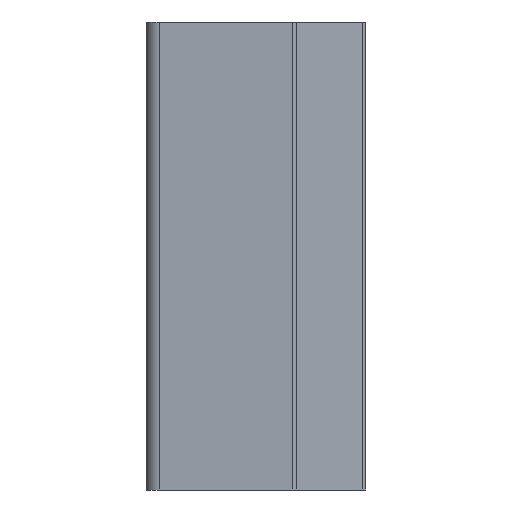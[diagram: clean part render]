
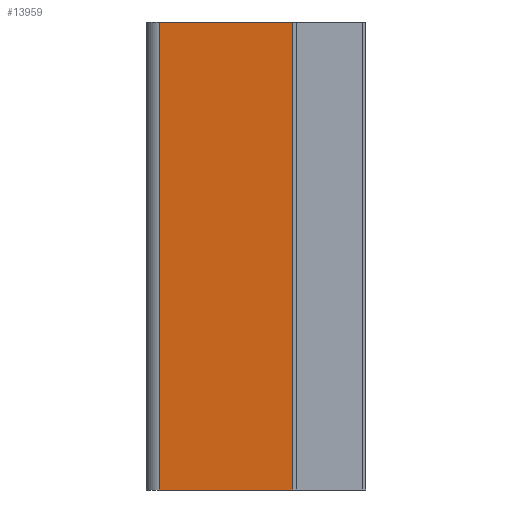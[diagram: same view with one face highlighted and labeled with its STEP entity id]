
A CAD part, left-side view. The second image highlights one B-rep face of the part: STEP entity #13959.
In plain terms, the highlighted planar face has unit normal (-0.995, 0.1, 0).
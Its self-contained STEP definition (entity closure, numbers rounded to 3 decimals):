
#9112 = FACE_OUTER_BOUND ( 'NONE', #13960, .T. ) ;
#9118 = CARTESIAN_POINT ( 'NONE',  ( -1., 0.125, 0.8 ) ) ;
#9119 = DIRECTION ( 'NONE',  ( 0.1, 0.995, 0. ) ) ;
#9120 = VECTOR ( 'NONE', #9119, 1000. ) ;
#9121 = CARTESIAN_POINT ( 'NONE',  ( -1.029, -0.161, 0.8 ) ) ;
#9122 = LINE ( 'NONE', #9121, #9120 ) ;
#9149 = DIRECTION ( 'NONE',  ( -0.1, -0.995, 0. ) ) ;
#9150 = DIRECTION ( 'NONE',  ( -0.995, 0.1, 0. ) ) ;
#9151 = CARTESIAN_POINT ( 'NONE',  ( -1.029, -0.161, 0.8 ) ) ;
#9152 = AXIS2_PLACEMENT_3D ( 'NONE', #9151, #9150, #9149 ) ;
#9155 = PLANE ( 'NONE',  #9152 ) ;
#9186 = DIRECTION ( 'NONE',  ( 0., 0., -1. ) ) ;
#9187 = VECTOR ( 'NONE', #9186, 1000. ) ;
#9188 = CARTESIAN_POINT ( 'NONE',  ( -1., 0.125, 0.8 ) ) ;
#9189 = LINE ( 'NONE', #9188, #9187 ) ;
#9191 = CARTESIAN_POINT ( 'NONE',  ( -0.955, 0.58, 0.8 ) ) ;
#9240 = CARTESIAN_POINT ( 'NONE',  ( -0.955, 0.58, 0.8 ) ) ;
#9241 = LINE ( 'NONE', #9240, #9301 ) ;
#9289 = CARTESIAN_POINT ( 'NONE',  ( -1., 0.125, -0.8 ) ) ;
#9290 = DIRECTION ( 'NONE',  ( 0.1, 0.995, 0. ) ) ;
#9291 = VECTOR ( 'NONE', #9290, 1000. ) ;
#9292 = CARTESIAN_POINT ( 'NONE',  ( -1.029, -0.161, -0.8 ) ) ;
#9293 = LINE ( 'NONE', #9292, #9291 ) ;
#9299 = CARTESIAN_POINT ( 'NONE',  ( -0.955, 0.58, -0.8 ) ) ;
#9300 = DIRECTION ( 'NONE',  ( 0., 0., -1. ) ) ;
#9301 = VECTOR ( 'NONE', #9300, 1000. ) ;
#13955 = ORIENTED_EDGE ( 'NONE', *, *, #13956, .T. ) ;
#13956 = EDGE_CURVE ( 'NONE', #13957, #13972, #9122, .T. ) ;
#13957 = VERTEX_POINT ( 'NONE', #9118 ) ;
#13959 = ADVANCED_FACE ( 'NONE', ( #9112 ), #9155, .T. ) ;
#13960 = EDGE_LOOP ( 'NONE', ( #13955, #14015, #14024, #14020 ) ) ;
#13972 = VERTEX_POINT ( 'NONE', #9191 ) ;
#13973 = EDGE_CURVE ( 'NONE', #13957, #14026, #9189, .T. ) ;
#14015 = ORIENTED_EDGE ( 'NONE', *, *, #14016, .T. ) ;
#14016 = EDGE_CURVE ( 'NONE', #13972, #14017, #9241, .T. ) ;
#14017 = VERTEX_POINT ( 'NONE', #9299 ) ;
#14020 = ORIENTED_EDGE ( 'NONE', *, *, #13973, .F. ) ;
#14024 = ORIENTED_EDGE ( 'NONE', *, *, #14025, .F. ) ;
#14025 = EDGE_CURVE ( 'NONE', #14026, #14017, #9293, .T. ) ;
#14026 = VERTEX_POINT ( 'NONE', #9289 ) ;
